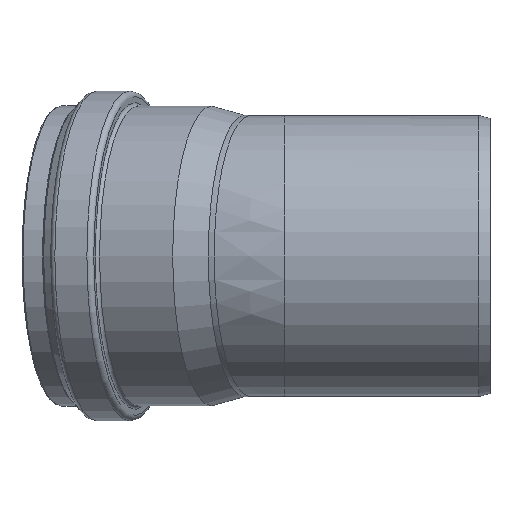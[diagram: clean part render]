
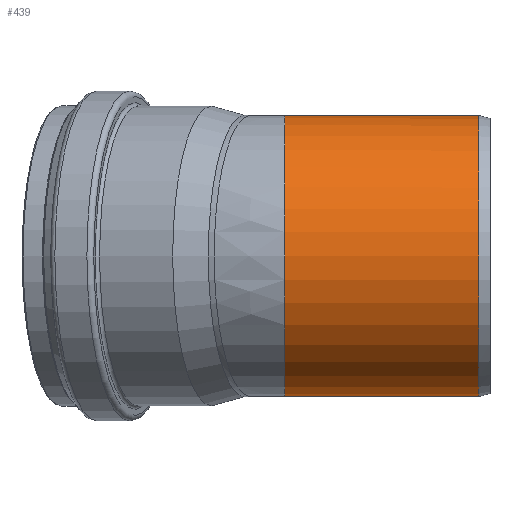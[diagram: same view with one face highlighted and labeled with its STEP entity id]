
A CAD part, left-side view. The second image highlights one B-rep face of the part: STEP entity #439.
In plain terms, the highlighted cylindrical face has radius 100.1 mm (diameter 200.2 mm), a full revolution.
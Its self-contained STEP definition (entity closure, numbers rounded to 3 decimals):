
#34=CYLINDRICAL_SURFACE('',#486,100.1);
#47=ELLIPSE('',#482,100.998,100.1);
#54=FACE_BOUND('',#137,.T.);
#94=FACE_OUTER_BOUND('',#136,.T.);
#136=EDGE_LOOP('',(#348));
#137=EDGE_LOOP('',(#349,#350));
#211=CIRCLE('',#480,100.1);
#213=CIRCLE('',#484,100.1);
#251=VERTEX_POINT('',#726);
#253=VERTEX_POINT('',#754);
#255=VERTEX_POINT('',#763);
#293=EDGE_CURVE('',#251,#251,#211,.T.);
#296=EDGE_CURVE('',#253,#255,#47,.T.);
#299=EDGE_CURVE('',#255,#253,#213,.T.);
#348=ORIENTED_EDGE('',*,*,#293,.T.);
#349=ORIENTED_EDGE('',*,*,#296,.F.);
#350=ORIENTED_EDGE('',*,*,#299,.F.);
#439=ADVANCED_FACE('',(#94,#54),#34,.T.);
#480=AXIS2_PLACEMENT_3D('',#727,#564,#565);
#482=AXIS2_PLACEMENT_3D('',#764,#568,#569);
#484=AXIS2_PLACEMENT_3D('',#801,#572,#573);
#486=AXIS2_PLACEMENT_3D('',#803,#576,#577);
#564=DIRECTION('center_axis',(0.,1.,0.));
#565=DIRECTION('ref_axis',(1.,0.,0.));
#568=DIRECTION('center_axis',(0.133,0.991,0.));
#569=DIRECTION('ref_axis',(0.991,-0.133,0.));
#572=DIRECTION('center_axis',(0.,1.,0.));
#573=DIRECTION('ref_axis',(1.,0.,0.));
#576=DIRECTION('center_axis',(0.,1.,0.));
#577=DIRECTION('ref_axis',(1.,0.,0.));
#726=CARTESIAN_POINT('',(-100.1,8.,0.));
#727=CARTESIAN_POINT('Origin',(0.,8.,0.));
#754=CARTESIAN_POINT('',(91.668,146.119,40.211));
#763=CARTESIAN_POINT('',(91.668,146.119,-40.211));
#764=CARTESIAN_POINT('Origin',(0.,158.429,0.));
#801=CARTESIAN_POINT('Origin',(0.,146.119,0.));
#803=CARTESIAN_POINT('Origin',(0.,0.,0.));
